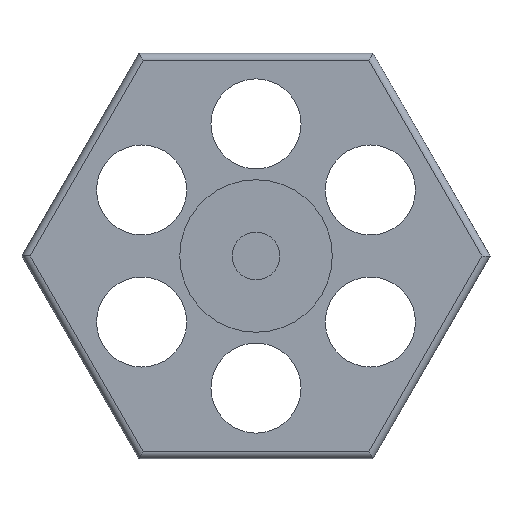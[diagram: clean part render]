
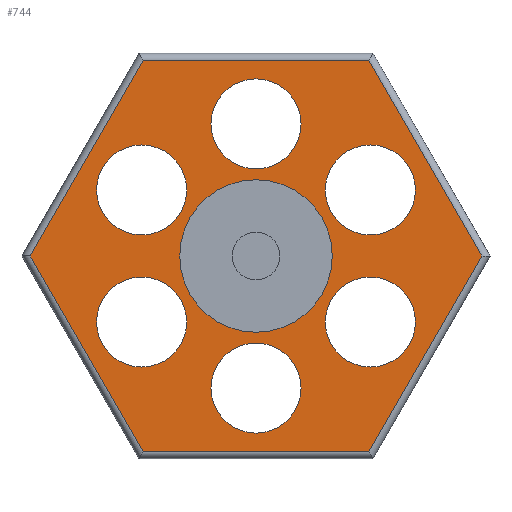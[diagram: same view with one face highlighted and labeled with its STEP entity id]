
A CAD part, front view. The second image highlights one B-rep face of the part: STEP entity #744.
In plain terms, the highlighted planar face has unit normal (0, -1, 0).
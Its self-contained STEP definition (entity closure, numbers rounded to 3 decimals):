
#28=FACE_BOUND('',#132,.T.);
#29=FACE_BOUND('',#133,.T.);
#30=FACE_BOUND('',#134,.T.);
#31=FACE_BOUND('',#135,.T.);
#32=FACE_BOUND('',#136,.T.);
#33=FACE_BOUND('',#137,.T.);
#34=FACE_BOUND('',#138,.T.);
#48=PLANE('',#833);
#86=FACE_OUTER_BOUND('',#131,.T.);
#131=EDGE_LOOP('',(#572,#573,#574,#575,#576,#577));
#132=EDGE_LOOP('',(#578));
#133=EDGE_LOOP('',(#579));
#134=EDGE_LOOP('',(#580));
#135=EDGE_LOOP('',(#581));
#136=EDGE_LOOP('',(#582));
#137=EDGE_LOOP('',(#583));
#138=EDGE_LOOP('',(#584));
#180=LINE('',#1142,#254);
#181=LINE('',#1147,#255);
#183=LINE('',#1155,#257);
#186=LINE('',#1163,#260);
#188=LINE('',#1167,#262);
#190=LINE('',#1170,#264);
#254=VECTOR('',#931,10.);
#255=VECTOR('',#936,10.);
#257=VECTOR('',#944,10.);
#260=VECTOR('',#951,10.);
#262=VECTOR('',#957,10.);
#264=VECTOR('',#961,10.);
#319=CIRCLE('',#793,7.5);
#321=CIRCLE('',#796,7.5);
#323=CIRCLE('',#799,7.5);
#325=CIRCLE('',#802,7.5);
#327=CIRCLE('',#805,7.5);
#329=CIRCLE('',#808,7.5);
#334=CIRCLE('',#816,12.7);
#335=VERTEX_POINT('',#1086);
#337=VERTEX_POINT('',#1092);
#339=VERTEX_POINT('',#1098);
#341=VERTEX_POINT('',#1104);
#343=VERTEX_POINT('',#1110);
#345=VERTEX_POINT('',#1116);
#350=VERTEX_POINT('',#1131);
#353=VERTEX_POINT('',#1139);
#354=VERTEX_POINT('',#1141);
#355=VERTEX_POINT('',#1145);
#356=VERTEX_POINT('',#1146);
#359=VERTEX_POINT('',#1154);
#362=VERTEX_POINT('',#1162);
#399=EDGE_CURVE('',#335,#335,#319,.T.);
#402=EDGE_CURVE('',#337,#337,#321,.T.);
#405=EDGE_CURVE('',#339,#339,#323,.T.);
#408=EDGE_CURVE('',#341,#341,#325,.T.);
#411=EDGE_CURVE('',#343,#343,#327,.T.);
#414=EDGE_CURVE('',#345,#345,#329,.T.);
#422=EDGE_CURVE('',#350,#350,#334,.T.);
#425=EDGE_CURVE('',#353,#354,#180,.T.);
#427=EDGE_CURVE('',#355,#356,#181,.T.);
#431=EDGE_CURVE('',#356,#359,#183,.T.);
#435=EDGE_CURVE('',#359,#362,#186,.T.);
#438=EDGE_CURVE('',#362,#353,#188,.T.);
#440=EDGE_CURVE('',#354,#355,#190,.T.);
#572=ORIENTED_EDGE('',*,*,#427,.F.);
#573=ORIENTED_EDGE('',*,*,#440,.F.);
#574=ORIENTED_EDGE('',*,*,#425,.F.);
#575=ORIENTED_EDGE('',*,*,#438,.F.);
#576=ORIENTED_EDGE('',*,*,#435,.F.);
#577=ORIENTED_EDGE('',*,*,#431,.F.);
#578=ORIENTED_EDGE('',*,*,#399,.T.);
#579=ORIENTED_EDGE('',*,*,#402,.T.);
#580=ORIENTED_EDGE('',*,*,#405,.T.);
#581=ORIENTED_EDGE('',*,*,#408,.T.);
#582=ORIENTED_EDGE('',*,*,#411,.T.);
#583=ORIENTED_EDGE('',*,*,#414,.T.);
#584=ORIENTED_EDGE('',*,*,#422,.T.);
#744=ADVANCED_FACE('',(#86,#28,#29,#30,#31,#32,#33,#34),#48,.F.);
#793=AXIS2_PLACEMENT_3D('',#1087,#868,#869);
#796=AXIS2_PLACEMENT_3D('',#1093,#875,#876);
#799=AXIS2_PLACEMENT_3D('',#1099,#882,#883);
#802=AXIS2_PLACEMENT_3D('',#1105,#889,#890);
#805=AXIS2_PLACEMENT_3D('',#1111,#896,#897);
#808=AXIS2_PLACEMENT_3D('',#1117,#903,#904);
#816=AXIS2_PLACEMENT_3D('',#1133,#922,#923);
#833=AXIS2_PLACEMENT_3D('',#1185,#975,#976);
#868=DIRECTION('center_axis',(0.,1.,0.));
#869=DIRECTION('ref_axis',(1.,0.,0.));
#875=DIRECTION('center_axis',(0.,1.,0.));
#876=DIRECTION('ref_axis',(1.,0.,0.));
#882=DIRECTION('center_axis',(0.,1.,0.));
#883=DIRECTION('ref_axis',(1.,0.,0.));
#889=DIRECTION('center_axis',(0.,1.,0.));
#890=DIRECTION('ref_axis',(1.,0.,0.));
#896=DIRECTION('center_axis',(0.,1.,0.));
#897=DIRECTION('ref_axis',(1.,0.,0.));
#903=DIRECTION('center_axis',(0.,1.,0.));
#904=DIRECTION('ref_axis',(1.,0.,0.));
#922=DIRECTION('center_axis',(0.,1.,0.));
#923=DIRECTION('ref_axis',(1.,0.,0.));
#931=DIRECTION('',(0.5,0.,0.866));
#936=DIRECTION('',(0.5,0.,-0.866));
#944=DIRECTION('',(-0.5,0.,-0.866));
#951=DIRECTION('',(-1.,0.,0.));
#957=DIRECTION('',(-0.5,0.,0.866));
#961=DIRECTION('',(1.,0.,0.));
#975=DIRECTION('center_axis',(0.,1.,0.));
#976=DIRECTION('ref_axis',(0.,0.,1.));
#1086=CARTESIAN_POINT('',(-7.5,0.,-22.));
#1087=CARTESIAN_POINT('Origin',(0.,0.,-22.));
#1092=CARTESIAN_POINT('',(-26.553,0.,11.));
#1093=CARTESIAN_POINT('Origin',(-19.053,0.,11.));
#1098=CARTESIAN_POINT('',(11.553,0.,11.));
#1099=CARTESIAN_POINT('Origin',(19.053,0.,11.));
#1104=CARTESIAN_POINT('',(11.553,0.,-11.));
#1105=CARTESIAN_POINT('Origin',(19.053,0.,-11.));
#1110=CARTESIAN_POINT('',(-26.553,0.,-11.));
#1111=CARTESIAN_POINT('Origin',(-19.053,0.,-11.));
#1116=CARTESIAN_POINT('',(-7.5,0.,22.));
#1117=CARTESIAN_POINT('Origin',(0.,0.,22.));
#1131=CARTESIAN_POINT('',(-12.7,0.,0.));
#1133=CARTESIAN_POINT('Origin',(0.,0.,0.));
#1139=CARTESIAN_POINT('',(-37.586,0.,0.));
#1141=CARTESIAN_POINT('',(-18.793,0.,32.551));
#1142=CARTESIAN_POINT('',(-33.061,0.,7.838));
#1145=CARTESIAN_POINT('',(18.793,0.,32.551));
#1146=CARTESIAN_POINT('',(37.586,0.,0.));
#1147=CARTESIAN_POINT('',(23.318,0.,24.713));
#1154=CARTESIAN_POINT('',(18.793,0.,-32.551));
#1155=CARTESIAN_POINT('',(33.061,0.,-7.838));
#1162=CARTESIAN_POINT('',(-18.793,0.,-32.551));
#1163=CARTESIAN_POINT('',(9.743,0.,-32.551));
#1167=CARTESIAN_POINT('',(-23.318,0.,-24.713));
#1170=CARTESIAN_POINT('',(-9.743,0.,32.551));
#1185=CARTESIAN_POINT('Origin',(0.,0.,0.));
